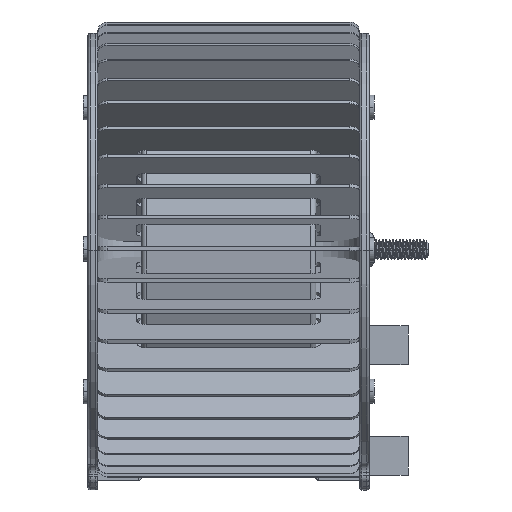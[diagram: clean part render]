
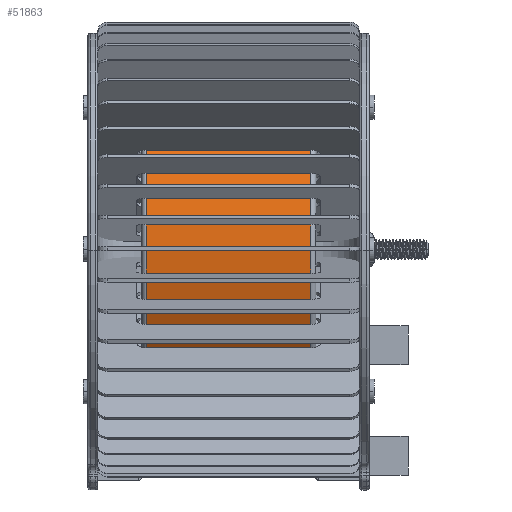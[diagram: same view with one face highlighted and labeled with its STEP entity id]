
A CAD part, left-side view. The second image highlights one B-rep face of the part: STEP entity #51863.
In plain terms, the highlighted cylindrical face has radius 37.605 mm (diameter 75.21 mm), a partial arc.
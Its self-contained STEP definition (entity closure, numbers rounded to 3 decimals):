
#1417 = FACE_OUTER_BOUND ( 'NONE', #17281, .T. ) ;
#2387 = AXIS2_PLACEMENT_3D ( 'NONE', #53602, #23493, #40048 ) ;
#3444 = CIRCLE ( 'NONE', #24139, 37.605 ) ;
#3739 = ORIENTED_EDGE ( 'NONE', *, *, #25371, .T. ) ;
#4590 = VECTOR ( 'NONE', #32609, 1000. ) ;
#4950 = DIRECTION ( 'NONE',  ( 0., -1., 0. ) ) ;
#6291 = CARTESIAN_POINT ( 'NONE',  ( 0., 1., 37.605 ) ) ;
#6724 = CARTESIAN_POINT ( 'NONE',  ( 0., 1., -37.605 ) ) ;
#8454 = CARTESIAN_POINT ( 'NONE',  ( 0., 35.92, 37.605 ) ) ;
#12648 = CARTESIAN_POINT ( 'NONE',  ( 0., 34.92, 37.605 ) ) ;
#17065 = ORIENTED_EDGE ( 'NONE', *, *, #51397, .T. ) ;
#17281 = EDGE_LOOP ( 'NONE', ( #30092, #3739, #17065, #21388 ) ) ;
#20311 = LINE ( 'NONE', #8454, #50959 ) ;
#21388 = ORIENTED_EDGE ( 'NONE', *, *, #23832, .T. ) ;
#22704 = VERTEX_POINT ( 'NONE', #6724 ) ;
#23493 = DIRECTION ( 'NONE',  ( 0., 1., 0. ) ) ;
#23832 = EDGE_CURVE ( 'NONE', #22704, #28435, #29982, .T. ) ;
#24139 = AXIS2_PLACEMENT_3D ( 'NONE', #52147, #35363, #51885 ) ;
#24201 = LINE ( 'NONE', #28504, #4590 ) ;
#25221 = AXIS2_PLACEMENT_3D ( 'NONE', #46077, #37694, #25733 ) ;
#25371 = EDGE_CURVE ( 'NONE', #49094, #27001, #3444, .T. ) ;
#25733 = DIRECTION ( 'NONE',  ( 0., 0., -1. ) ) ;
#27001 = VERTEX_POINT ( 'NONE', #50441 ) ;
#28435 = VERTEX_POINT ( 'NONE', #6291 ) ;
#28504 = CARTESIAN_POINT ( 'NONE',  ( 0., 35.92, -37.605 ) ) ;
#29982 = CIRCLE ( 'NONE', #2387, 37.605 ) ;
#30092 = ORIENTED_EDGE ( 'NONE', *, *, #36072, .F. ) ;
#32609 = DIRECTION ( 'NONE',  ( 0., -1., 0. ) ) ;
#35363 = DIRECTION ( 'NONE',  ( 0., -1., 0. ) ) ;
#36072 = EDGE_CURVE ( 'NONE', #49094, #28435, #20311, .T. ) ;
#37417 = CYLINDRICAL_SURFACE ( 'NONE', #25221, 37.605 ) ;
#37694 = DIRECTION ( 'NONE',  ( 0., -1., 0. ) ) ;
#40048 = DIRECTION ( 'NONE',  ( 0., 0., 1. ) ) ;
#46077 = CARTESIAN_POINT ( 'NONE',  ( 0., 35.92, 0. ) ) ;
#49094 = VERTEX_POINT ( 'NONE', #12648 ) ;
#50441 = CARTESIAN_POINT ( 'NONE',  ( 0., 34.92, -37.605 ) ) ;
#50959 = VECTOR ( 'NONE', #4950, 1000. ) ;
#51397 = EDGE_CURVE ( 'NONE', #27001, #22704, #24201, .T. ) ;
#51863 = ADVANCED_FACE ( 'NONE', ( #1417 ), #37417, .T. ) ;
#51885 = DIRECTION ( 'NONE',  ( 0., 0., 1. ) ) ;
#52147 = CARTESIAN_POINT ( 'NONE',  ( 0., 34.92, 0. ) ) ;
#53602 = CARTESIAN_POINT ( 'NONE',  ( 0., 1., 0. ) ) ;
